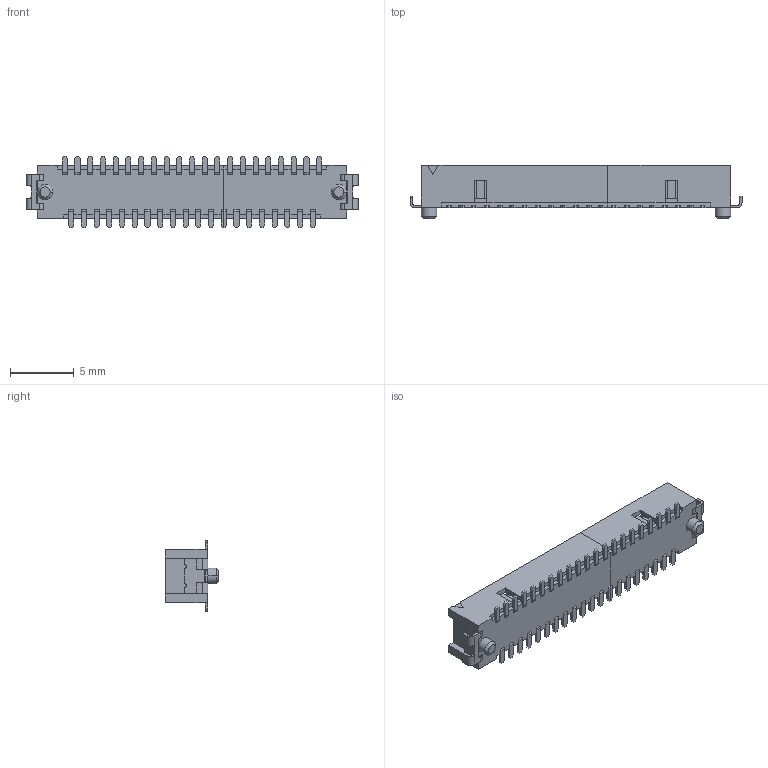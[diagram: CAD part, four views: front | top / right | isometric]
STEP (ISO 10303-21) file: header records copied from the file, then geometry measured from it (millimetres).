
FILE_DESCRIPTION((''),'2;1');
FILE_NAME('ASM0011_ASM','2025-06-27T',('工程三'),(''),'PRO/ENGINEER BY PARAMETRIC TECHNOLOGY CORPORATION, 2010280','PRO/ENGINEER BY PARAMETRIC TECHNOLOGY CORPORATION, 2010280','');
FILE_SCHEMA(('CONFIG_CONTROL_DESIGN'));
Length unit declared in the file: millimetre
Products named in the file (1): ASM0011_ASM
Bounding box: 26.1 x 4.2 x 5.6 mm (x, y, z)
Surface area: 984.3 mm2 (no closed solid volume)
Topology: 0 solids, 2 shells, 1676 faces, 4943 edges, 3236 vertices
Faces by surface type: plane 1328, cylinder 344, cone 4
Entity records: 55551 total; most frequent: CARTESIAN_POINT 10142, ORIENTED_EDGE 9882, DIRECTION 8969, EDGE_CURVE 4943, VECTOR 4149, LINE 4149, VERTEX_POINT 3236, AXIS2_PLACEMENT_3D 2410
